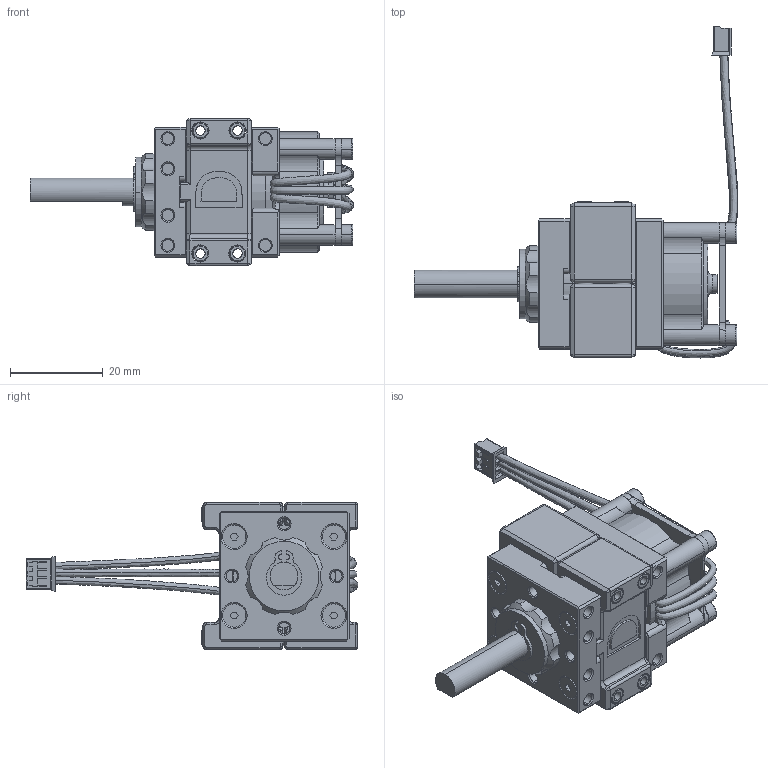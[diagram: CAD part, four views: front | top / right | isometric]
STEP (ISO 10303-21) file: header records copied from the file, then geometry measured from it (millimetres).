
FILE_DESCRIPTION(('CATIA V5 STEP Exchange'),'2;1');
FILE_NAME('X35J运动模块移参-20240506.stp','2024-05-06T09:36:55+00:00',('none'),('none'),'CATIA Version 5 Release 20 GA (IN-10)','CATIA V5 STEP AP214','none');
FILE_SCHEMA(('AUTOMOTIVE_DESIGN { 1 0 10303 214 1 1 1 1 }'));
Length unit declared in the file: millimetre
Products named in the file (11): 部件289; 减速器; 三相动力线; 零件3; 电源线; 零件4; 零件5; 减震模块; 001_1; D; U
Assembly tree (13 placements, depth 3):
  部件289
    减速器
    三相动力线
      零件3
    电源线
      零件4
      零件5
    减震模块
      001_1  x4
      D
      U
Bounding box: 69.77 x 71.52 x 31.82 mm (x, y, z)
Volume: 7229.4 mm3; surface area: 19526.6 mm2
Topology: 13 solids, 29 shells, 1159 faces, 3103 edges, 2015 vertices
Faces by surface type: plane 468, cylinder 377, cone 259, bspline 41, torus 14
Entity records: 41052 total; most frequent: CARTESIAN_POINT 12527, ORIENTED_EDGE 5917, DIRECTION 4431, EDGE_CURVE 2971, VERTEX_POINT 1937, AXIS2_PLACEMENT_3D 1887, VECTOR 1460, LINE 1460
